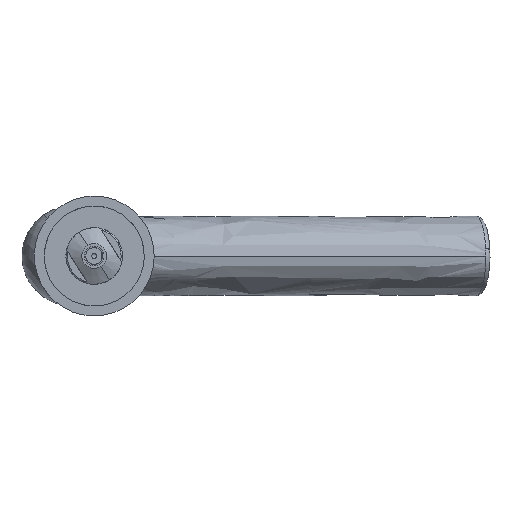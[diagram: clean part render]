
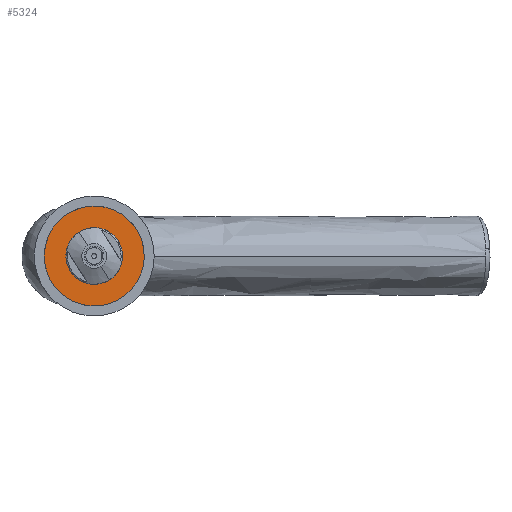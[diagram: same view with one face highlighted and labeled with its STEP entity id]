
A CAD part, left-side view. The second image highlights one B-rep face of the part: STEP entity #5324.
In plain terms, the highlighted planar face has unit normal (-1, 0, 0).
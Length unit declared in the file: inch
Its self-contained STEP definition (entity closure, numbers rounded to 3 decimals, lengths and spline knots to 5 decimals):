
#193 = CARTESIAN_POINT ( 'NONE',  ( -0.3575, -0.38135, -0.49517 ) ) ;
#305 = VERTEX_POINT ( 'NONE', #193 ) ;
#465 = DIRECTION ( 'NONE',  ( -1., 0., 0. ) ) ;
#1112 = CARTESIAN_POINT ( 'NONE',  ( -0.3575, 0.38135, 0.49517 ) ) ;
#2126 = EDGE_CURVE ( 'NONE', #10078, #3775, #15195, .T. ) ;
#2854 = DIRECTION ( 'NONE',  ( 1., 0., 0. ) ) ;
#3111 = FACE_BOUND ( 'NONE', #15700, .T. ) ;
#3753 = DIRECTION ( 'NONE',  ( -1., 0., 0. ) ) ;
#3775 = VERTEX_POINT ( 'NONE', #7240 ) ;
#4162 = EDGE_CURVE ( 'NONE', #3775, #10078, #16646, .T. ) ;
#4947 = EDGE_LOOP ( 'NONE', ( #15275, #14699 ) ) ;
#5226 = CARTESIAN_POINT ( 'NONE',  ( -0.3575, 0., 0. ) ) ;
#5324 = ADVANCED_FACE ( 'NONE', ( #3111, #12123 ), #6678, .F. ) ;
#6599 = EDGE_CURVE ( 'NONE', #305, #13073, #14015, .T. ) ;
#6659 = ORIENTED_EDGE ( 'NONE', *, *, #4162, .F. ) ;
#6678 = PLANE ( 'NONE',  #9543 ) ;
#6852 = DIRECTION ( 'NONE',  ( 0., -0.61, -0.792 ) ) ;
#7240 = CARTESIAN_POINT ( 'NONE',  ( -0.3575, 0.216, 0.28047 ) ) ;
#7241 = CARTESIAN_POINT ( 'NONE',  ( -0.3575, 0., 0. ) ) ;
#7478 = AXIS2_PLACEMENT_3D ( 'NONE', #5226, #3753, #10455 ) ;
#7863 = AXIS2_PLACEMENT_3D ( 'NONE', #12449, #465, #10234 ) ;
#8750 = DIRECTION ( 'NONE',  ( 0., 0.61, 0.792 ) ) ;
#9262 = AXIS2_PLACEMENT_3D ( 'NONE', #15534, #15790, #11443 ) ;
#9543 = AXIS2_PLACEMENT_3D ( 'NONE', #14830, #2854, #6852 ) ;
#10078 = VERTEX_POINT ( 'NONE', #16095 ) ;
#10234 = DIRECTION ( 'NONE',  ( 0., 0.61, 0.792 ) ) ;
#10455 = DIRECTION ( 'NONE',  ( 0., 0.61, 0.792 ) ) ;
#11443 = DIRECTION ( 'NONE',  ( 0., 0.61, 0.792 ) ) ;
#12123 = FACE_OUTER_BOUND ( 'NONE', #4947, .T. ) ;
#12138 = EDGE_CURVE ( 'NONE', #13073, #305, #15921, .T. ) ;
#12449 = CARTESIAN_POINT ( 'NONE',  ( -0.3575, 0., 0. ) ) ;
#13073 = VERTEX_POINT ( 'NONE', #1112 ) ;
#13220 = ORIENTED_EDGE ( 'NONE', *, *, #2126, .F. ) ;
#14015 = CIRCLE ( 'NONE', #7863, 0.625 ) ;
#14158 = DIRECTION ( 'NONE',  ( -1., 0., 0. ) ) ;
#14699 = ORIENTED_EDGE ( 'NONE', *, *, #6599, .T. ) ;
#14830 = CARTESIAN_POINT ( 'NONE',  ( -0.3575, 0.49517, -0.38135 ) ) ;
#15195 = CIRCLE ( 'NONE', #17143, 0.354 ) ;
#15275 = ORIENTED_EDGE ( 'NONE', *, *, #12138, .T. ) ;
#15534 = CARTESIAN_POINT ( 'NONE',  ( -0.3575, 0., 0. ) ) ;
#15700 = EDGE_LOOP ( 'NONE', ( #6659, #13220 ) ) ;
#15790 = DIRECTION ( 'NONE',  ( -1., 0., 0. ) ) ;
#15921 = CIRCLE ( 'NONE', #9262, 0.625 ) ;
#16095 = CARTESIAN_POINT ( 'NONE',  ( -0.3575, -0.216, -0.28047 ) ) ;
#16646 = CIRCLE ( 'NONE', #7478, 0.354 ) ;
#17143 = AXIS2_PLACEMENT_3D ( 'NONE', #7241, #14158, #8750 ) ;
